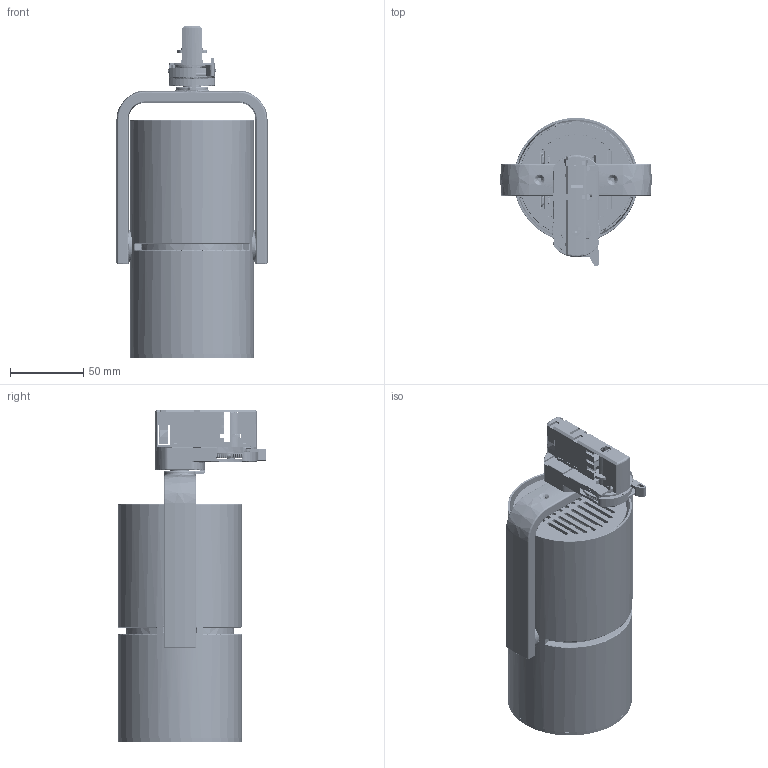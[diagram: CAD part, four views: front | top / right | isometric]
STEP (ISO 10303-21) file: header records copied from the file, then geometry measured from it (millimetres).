
FILE_DESCRIPTION(/* description */ ('This is a sample STEP configuration'),/* implementation_level */ '2;1');
FILE_NAME(/* name */ '637-00101xxxxxxxxx SIMPLE.ipt_Rev_01.4.stp',/* time_stamp */ '2023-04-29T09:43:28+02:00',/* author */ ('powerJobs'),/* organization */ ('coolOrange'),/* preprocessor_version */ 'ST-DEVELOPER v19.2',/* originating_system */ 'Autodesk Inventor 2023',/* authorisation */ '');
FILE_SCHEMA (('AUTOMOTIVE_DESIGN { 1 0 10303 214 3 1 1 }'));
Length unit declared in the file: millimetre
Products named in the file (1): ENG000020394
Bounding box: 103.3 x 101.71 x 227.01 mm (x, y, z)
Volume: 245592.2 mm3; surface area: 238933.5 mm2
Topology: 9 solids, 10 shells, 9118 faces, 22195 edges, 12970 vertices
Faces by surface type: bspline 3979, plane 2593, cylinder 1582, sphere 405, torus 356, cone 203
Full cylindrical faces by diameter (mm): 1.25 x2, 1.5 x1, 2 x2, 2.5 x1, 2.6 x2, 2.9 x1, 3 x1, 3.2 x7, 3.5 x1, 5.3 x1, 9 x2, 11 x1, 12.9 x1, 14.514 x1, 15.6 x1, 16.5 x1, 18 x1, 22 x1, 23.2 x1, 24 x1, 69 x1, 78 x1, 80.8 x1, 81.93 x1, 85 x1
Entity records: 384021 total; most frequent: CARTESIAN_POINT 189813, ORIENTED_EDGE 44164, DIRECTION 34707, EDGE_CURVE 22082, AXIS2_PLACEMENT_3D 13130, VERTEX_POINT 12970, EDGE_LOOP 9347, FACE_OUTER_BOUND 9118
